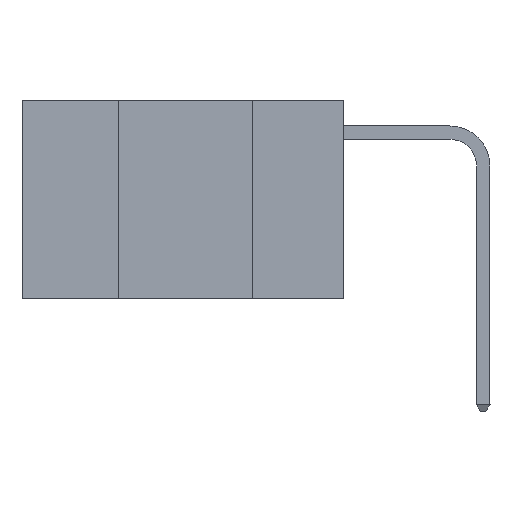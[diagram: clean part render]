
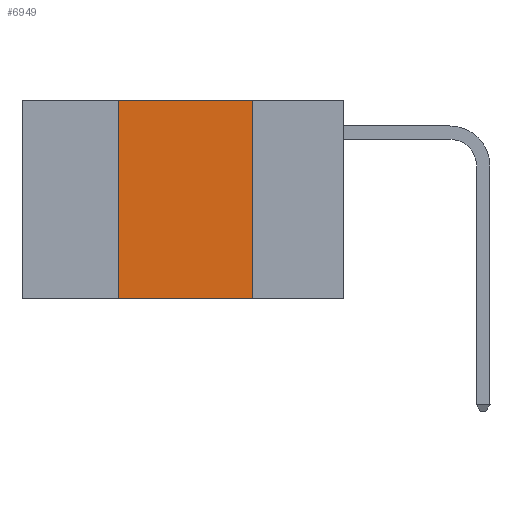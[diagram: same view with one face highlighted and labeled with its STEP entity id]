
A CAD part, left-side view. The second image highlights one B-rep face of the part: STEP entity #6949.
In plain terms, the highlighted planar face has unit normal (-1, 0, 0).
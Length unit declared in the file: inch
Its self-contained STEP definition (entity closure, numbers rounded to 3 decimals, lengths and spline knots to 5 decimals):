
#114 = VECTOR ( 'NONE', #4424, 39.37008 ) ;
#1692 = LINE ( 'NONE', #8051, #18214 ) ;
#3118 = EDGE_CURVE ( 'NONE', #5604, #3629, #1692, .T. ) ;
#3549 = CARTESIAN_POINT ( 'NONE',  ( 0., 0.6, 0. ) ) ;
#3573 = CARTESIAN_POINT ( 'NONE',  ( 0., 0.6, -0.37 ) ) ;
#3629 = VERTEX_POINT ( 'NONE', #11489 ) ;
#4424 = DIRECTION ( 'NONE',  ( 0., -1., 0. ) ) ;
#4890 = CARTESIAN_POINT ( 'NONE',  ( 0., 0.17, 0. ) ) ;
#5604 = VERTEX_POINT ( 'NONE', #4890 ) ;
#6679 = CARTESIAN_POINT ( 'NONE',  ( 0., 0.6, 0. ) ) ;
#6949 = ADVANCED_FACE ( 'NONE', ( #23839 ), #7777, .F. ) ;
#7676 = VERTEX_POINT ( 'NONE', #9646 ) ;
#7777 = PLANE ( 'NONE',  #20991 ) ;
#8051 = CARTESIAN_POINT ( 'NONE',  ( 0., 0.17, 0. ) ) ;
#8337 = ORIENTED_EDGE ( 'NONE', *, *, #3118, .F. ) ;
#8767 = LINE ( 'NONE', #25135, #26368 ) ;
#9646 = CARTESIAN_POINT ( 'NONE',  ( 0., 0.42, -0.37 ) ) ;
#10511 = DIRECTION ( 'NONE',  ( 0., 0., -1. ) ) ;
#10573 = VERTEX_POINT ( 'NONE', #20189 ) ;
#11489 = CARTESIAN_POINT ( 'NONE',  ( 0., 0.17, -0.37 ) ) ;
#12773 = DIRECTION ( 'NONE',  ( 1., 0., 0. ) ) ;
#13513 = LINE ( 'NONE', #6679, #114 ) ;
#13623 = DIRECTION ( 'NONE',  ( 0., 0., 1. ) ) ;
#16910 = ORIENTED_EDGE ( 'NONE', *, *, #24617, .F. ) ;
#18214 = VECTOR ( 'NONE', #29093, 39.37008 ) ;
#18557 = ORIENTED_EDGE ( 'NONE', *, *, #25367, .T. ) ;
#19341 = EDGE_CURVE ( 'NONE', #10573, #5604, #13513, .T. ) ;
#19357 = LINE ( 'NONE', #3573, #20375 ) ;
#19715 = EDGE_LOOP ( 'NONE', ( #8337, #23362, #16910, #18557 ) ) ;
#20189 = CARTESIAN_POINT ( 'NONE',  ( 0., 0.42, 0. ) ) ;
#20375 = VECTOR ( 'NONE', #28410, 39.37008 ) ;
#20991 = AXIS2_PLACEMENT_3D ( 'NONE', #3549, #12773, #10511 ) ;
#23362 = ORIENTED_EDGE ( 'NONE', *, *, #19341, .F. ) ;
#23839 = FACE_OUTER_BOUND ( 'NONE', #19715, .T. ) ;
#24617 = EDGE_CURVE ( 'NONE', #7676, #10573, #8767, .T. ) ;
#25135 = CARTESIAN_POINT ( 'NONE',  ( 0., 0.42, 0. ) ) ;
#25367 = EDGE_CURVE ( 'NONE', #7676, #3629, #19357, .T. ) ;
#26368 = VECTOR ( 'NONE', #13623, 39.37008 ) ;
#28410 = DIRECTION ( 'NONE',  ( 0., -1., 0. ) ) ;
#29093 = DIRECTION ( 'NONE',  ( 0., 0., -1. ) ) ;
